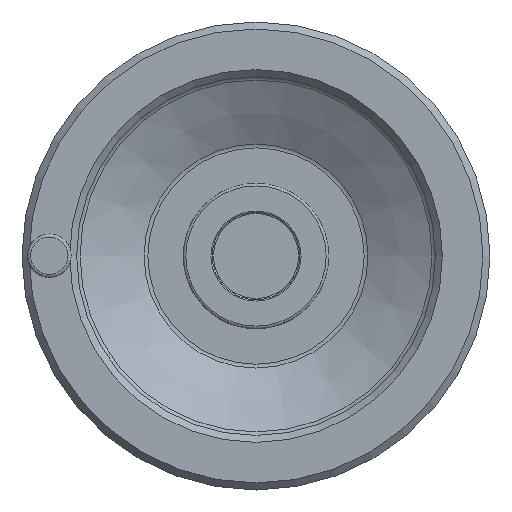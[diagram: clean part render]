
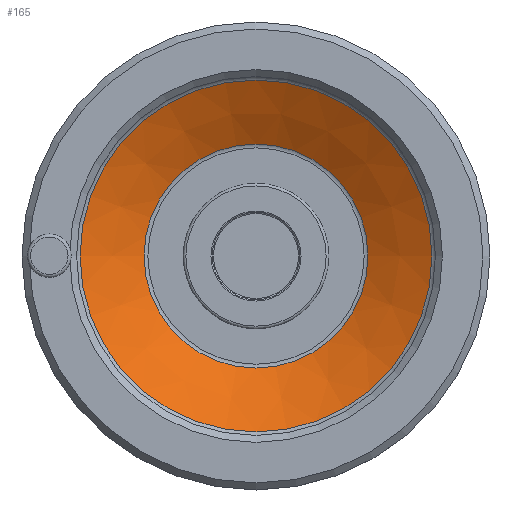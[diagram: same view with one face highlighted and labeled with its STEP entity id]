
A CAD part, top view. The second image highlights one B-rep face of the part: STEP entity #165.
In plain terms, the highlighted conical face has half-angle 60.688 degrees and reference radius 70.65 mm.
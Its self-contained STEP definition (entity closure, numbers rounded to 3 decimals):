
#165 = ADVANCED_FACE( '', ( #413, #414 ), #415, .F. );
#413 = FACE_OUTER_BOUND( '', #999, .T. );
#414 = FACE_BOUND( '', #1000, .T. );
#415 = CONICAL_SURFACE( '', #1001, 70.65, 1.059 );
#999 = EDGE_LOOP( '', ( #2603 ) );
#1000 = EDGE_LOOP( '', ( #2604 ) );
#1001 = AXIS2_PLACEMENT_3D( '', #2605, #2606, #2607 );
#2603 = ORIENTED_EDGE( '', *, *, #3240, .T. );
#2604 = ORIENTED_EDGE( '', *, *, #3241, .T. );
#2605 = CARTESIAN_POINT( '', ( 0., 0., 27.9 ) );
#2606 = DIRECTION( '', ( 0., 0., 1. ) );
#2607 = DIRECTION( '', ( 1., 0., 0. ) );
#3240 = EDGE_CURVE( '', #3555, #3555, #3556, .T. );
#3241 = EDGE_CURVE( '', #3557, #3557, #3558, .F. );
#3555 = VERTEX_POINT( '', #4205 );
#3556 = CIRCLE( '', #4206, 112.806 );
#3557 = VERTEX_POINT( '', #4207 );
#3558 = CIRCLE( '', #4208, 71.79 );
#4205 = CARTESIAN_POINT( '', ( 112.806, 0., 51.568 ) );
#4206 = AXIS2_PLACEMENT_3D( '', #5044, #5045, #5046 );
#4207 = CARTESIAN_POINT( '', ( 71.79, 0., 28.54 ) );
#4208 = AXIS2_PLACEMENT_3D( '', #5047, #5048, #5049 );
#5044 = CARTESIAN_POINT( '', ( 0., 0., 51.568 ) );
#5045 = DIRECTION( '', ( 0., 0., 1. ) );
#5046 = DIRECTION( '', ( 1., 0., 0. ) );
#5047 = CARTESIAN_POINT( '', ( 0., 0., 28.54 ) );
#5048 = DIRECTION( '', ( 0., 0., 1. ) );
#5049 = DIRECTION( '', ( 1., 0., 0. ) );
